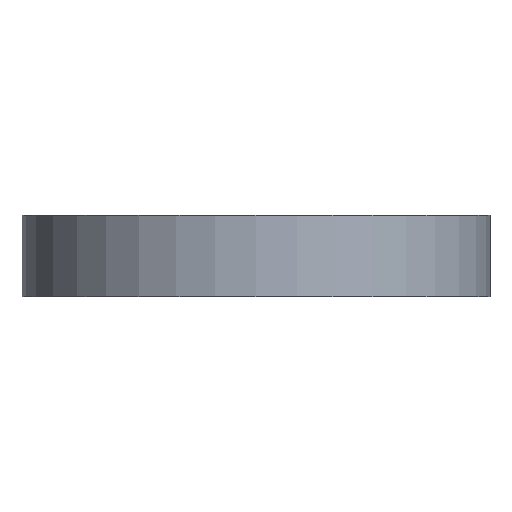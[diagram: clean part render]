
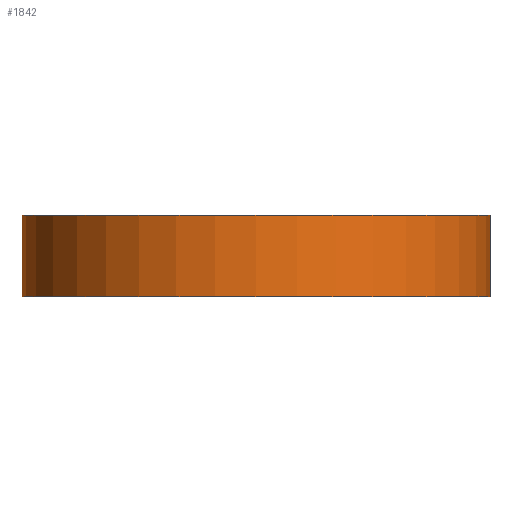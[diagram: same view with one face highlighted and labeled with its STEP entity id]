
A CAD part, front view. The second image highlights one B-rep face of the part: STEP entity #1842.
In plain terms, the highlighted cylindrical face has radius 100 mm (diameter 200 mm), a partial arc.
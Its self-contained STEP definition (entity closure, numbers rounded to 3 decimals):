
#297 = VECTOR ( 'NONE', #1185, 1000. ) ;
#549 = ORIENTED_EDGE ( 'NONE', *, *, #2691, .F. ) ;
#576 = VECTOR ( 'NONE', #2714, 1000. ) ;
#615 = AXIS2_PLACEMENT_3D ( 'NONE', #2513, #3752, #3781 ) ;
#724 = ORIENTED_EDGE ( 'NONE', *, *, #4376, .F. ) ;
#865 = CIRCLE ( 'NONE', #615, 100. ) ;
#1077 = CARTESIAN_POINT ( 'NONE',  ( -100., 0., -35. ) ) ;
#1086 = DIRECTION ( 'NONE',  ( 0., 0., 1. ) ) ;
#1100 = DIRECTION ( 'NONE',  ( -1., 0., 0. ) ) ;
#1185 = DIRECTION ( 'NONE',  ( 0., 0., 1. ) ) ;
#1266 = ORIENTED_EDGE ( 'NONE', *, *, #3304, .T. ) ;
#1313 = DIRECTION ( 'NONE',  ( 1., 0., 0. ) ) ;
#1324 = VERTEX_POINT ( 'NONE', #1863 ) ;
#1593 = CARTESIAN_POINT ( 'NONE',  ( -100., 0., -35. ) ) ;
#1730 = EDGE_LOOP ( 'NONE', ( #724, #549, #2639, #1266 ) ) ;
#1842 = ADVANCED_FACE ( 'NONE', ( #2976 ), #4622, .T. ) ;
#1863 = CARTESIAN_POINT ( 'NONE',  ( 100., 0., -35. ) ) ;
#2024 = EDGE_CURVE ( 'NONE', #1324, #4927, #4852, .T. ) ;
#2452 = CIRCLE ( 'NONE', #3656, 100. ) ;
#2513 = CARTESIAN_POINT ( 'NONE',  ( 0., 0., -35. ) ) ;
#2639 = ORIENTED_EDGE ( 'NONE', *, *, #2024, .T. ) ;
#2691 = EDGE_CURVE ( 'NONE', #1324, #3786, #865, .T. ) ;
#2714 = DIRECTION ( 'NONE',  ( 0., 0., 1. ) ) ;
#2976 = FACE_OUTER_BOUND ( 'NONE', #1730, .T. ) ;
#3304 = EDGE_CURVE ( 'NONE', #4927, #5073, #2452, .T. ) ;
#3636 = AXIS2_PLACEMENT_3D ( 'NONE', #4368, #1086, #1313 ) ;
#3656 = AXIS2_PLACEMENT_3D ( 'NONE', #4789, #5266, #1100 ) ;
#3752 = DIRECTION ( 'NONE',  ( 0., 0., -1. ) ) ;
#3781 = DIRECTION ( 'NONE',  ( -1., 0., 0. ) ) ;
#3786 = VERTEX_POINT ( 'NONE', #1593 ) ;
#4027 = CARTESIAN_POINT ( 'NONE',  ( -100., 0., 0. ) ) ;
#4368 = CARTESIAN_POINT ( 'NONE',  ( 0., 0., -35. ) ) ;
#4376 = EDGE_CURVE ( 'NONE', #3786, #5073, #5298, .T. ) ;
#4442 = CARTESIAN_POINT ( 'NONE',  ( 100., 0., -35. ) ) ;
#4622 = CYLINDRICAL_SURFACE ( 'NONE', #3636, 100. ) ;
#4698 = CARTESIAN_POINT ( 'NONE',  ( 100., 0., 0. ) ) ;
#4789 = CARTESIAN_POINT ( 'NONE',  ( 0., 0., 0. ) ) ;
#4852 = LINE ( 'NONE', #4442, #297 ) ;
#4927 = VERTEX_POINT ( 'NONE', #4698 ) ;
#5073 = VERTEX_POINT ( 'NONE', #4027 ) ;
#5266 = DIRECTION ( 'NONE',  ( 0., 0., -1. ) ) ;
#5298 = LINE ( 'NONE', #1077, #576 ) ;
